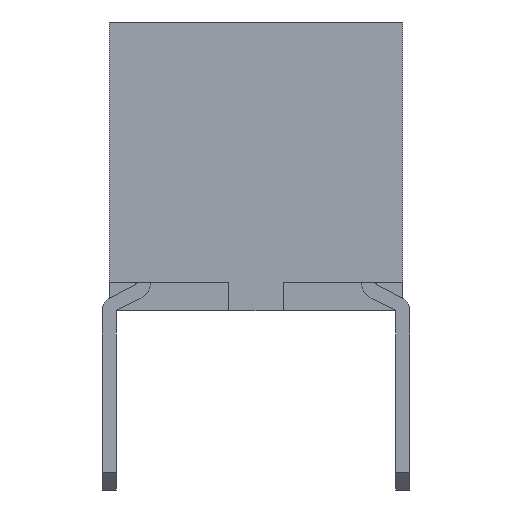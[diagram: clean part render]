
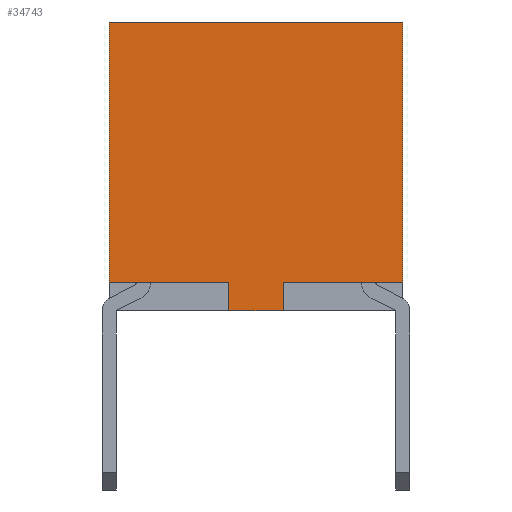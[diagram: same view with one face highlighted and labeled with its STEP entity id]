
A CAD part, front view. The second image highlights one B-rep face of the part: STEP entity #34743.
In plain terms, the highlighted face is planar.
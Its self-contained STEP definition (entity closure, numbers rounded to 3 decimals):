
#8560=ORIENTED_EDGE('',*,*,#12710,.F.);
#8561=ORIENTED_EDGE('',*,*,#12742,.T.);
#8562=ORIENTED_EDGE('',*,*,#9297,.T.);
#8563=ORIENTED_EDGE('',*,*,#12691,.F.);
#8564=ORIENTED_EDGE('',*,*,#12743,.F.);
#8565=ORIENTED_EDGE('',*,*,#12740,.F.);
#8566=ORIENTED_EDGE('',*,*,#9906,.T.);
#8567=ORIENTED_EDGE('',*,*,#12374,.T.);
#9297=EDGE_CURVE('',#12971,#12970,#15346,.T.);
#9906=EDGE_CURVE('',#13367,#13366,#15751,.T.);
#12374=EDGE_CURVE('',#13366,#14962,#17402,.T.);
#12691=EDGE_CURVE('',#15159,#12970,#17719,.T.);
#12710=EDGE_CURVE('',#15163,#14962,#17738,.T.);
#12740=EDGE_CURVE('',#13367,#15178,#17768,.T.);
#12742=EDGE_CURVE('',#15163,#12971,#17770,.T.);
#12743=EDGE_CURVE('',#15178,#15159,#17771,.T.);
#12970=VERTEX_POINT('',#44589);
#12971=VERTEX_POINT('',#44591);
#13366=VERTEX_POINT('',#45921);
#13367=VERTEX_POINT('',#45923);
#14962=VERTEX_POINT('',#51305);
#15159=VERTEX_POINT('',#51941);
#15163=VERTEX_POINT('',#51964);
#15178=VERTEX_POINT('',#52011);
#15346=LINE('',#44590,#17998);
#15751=LINE('',#45922,#18403);
#17402=LINE('',#51306,#20054);
#17719=LINE('',#51940,#20371);
#17738=LINE('',#51965,#20390);
#17768=LINE('',#52010,#20420);
#17770=LINE('',#52014,#20422);
#17771=LINE('',#52015,#20423);
#17998=VECTOR('',#37413,1000.);
#18403=VECTOR('',#38580,1000.);
#20054=VECTOR('',#43305,1000.);
#20371=VECTOR('',#43864,1000.);
#20390=VECTOR('',#43885,1000.);
#20420=VECTOR('',#43917,1000.);
#20422=VECTOR('',#43921,1000.);
#20423=VECTOR('',#43922,1000.);
#21817=EDGE_LOOP('',(#8560,#8561,#8562,#8563,#8564,#8565,#8566,#8567));
#23215=FACE_BOUND('',#21817,.T.);
#24068=PLANE('',#36980);
#34743=ADVANCED_FACE('',(#23215),#24068,.F.);
#36980=AXIS2_PLACEMENT_3D('',#52013,#43919,#43920);
#37413=DIRECTION('',(0.,-1.,0.));
#38580=DIRECTION('',(0.,-1.,0.));
#43305=DIRECTION('',(0.,0.,-1.));
#43864=DIRECTION('',(0.,0.,-1.));
#43885=DIRECTION('',(0.,1.,0.));
#43917=DIRECTION('',(0.,0.,1.));
#43919=DIRECTION('',(1.,0.,0.));
#43920=DIRECTION('',(0.,0.,-1.));
#43921=DIRECTION('',(0.,0.,1.));
#43922=DIRECTION('',(0.,-1.,0.));
#44589=CARTESIAN_POINT('',(-10.46,-2.54,-2.));
#44590=CARTESIAN_POINT('',(-10.46,0.,-2.));
#44591=CARTESIAN_POINT('',(-10.46,-0.47,-2.));
#45921=CARTESIAN_POINT('',(-10.46,0.47,-2.));
#45922=CARTESIAN_POINT('',(-10.46,0.,-2.));
#45923=CARTESIAN_POINT('',(-10.46,2.54,-2.));
#51305=CARTESIAN_POINT('',(-10.46,0.47,-2.5));
#51306=CARTESIAN_POINT('',(-10.46,0.47,0.));
#51940=CARTESIAN_POINT('',(-10.46,-2.54,2.5));
#51941=CARTESIAN_POINT('',(-10.46,-2.54,2.5));
#51964=CARTESIAN_POINT('',(-10.46,-0.47,-2.5));
#51965=CARTESIAN_POINT('',(-10.46,-2.54,-2.5));
#52010=CARTESIAN_POINT('',(-10.46,2.54,-2.5));
#52011=CARTESIAN_POINT('',(-10.46,2.54,2.5));
#52013=CARTESIAN_POINT('',(-10.46,0.,0.));
#52014=CARTESIAN_POINT('',(-10.46,-0.47,0.));
#52015=CARTESIAN_POINT('',(-10.46,2.54,2.5));
